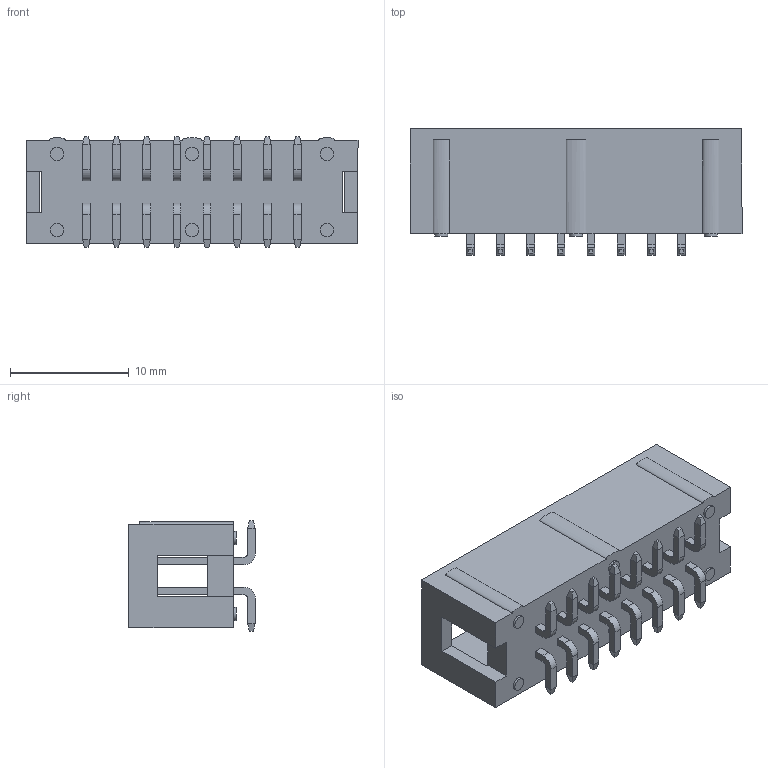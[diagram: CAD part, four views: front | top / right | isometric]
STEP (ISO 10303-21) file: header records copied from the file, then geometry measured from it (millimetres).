
FILE_DESCRIPTION(/* description */ (''),/* implementation_level */ '2;1');
FILE_NAME(/* name */ '1371-16-xx.stp',/* time_stamp */ '2014-12-05T12:02:40+01:00',/* author */ ('Andreas.Larin'),/* organization */ (''),/* preprocessor_version */ 'ST-DEVELOPER v15.6',/* originating_system */ 'Autodesk Inventor 2015',/* authorisation */ '');
FILE_SCHEMA (('AUTOMOTIVE_DESIGN { 1 0 10303 214 3 1 1 }'));
Length unit declared in the file: centimetre
Products named in the file (1): 1371-16-xx
Bounding box: 27.94 x 10.64 x 9.3 mm (x, y, z)
Volume: 1040.1 mm3; surface area: 1901.3 mm2
Topology: 1 solids, 1 shells, 399 faces, 955 edges, 592 vertices
Faces by surface type: plane 358, cylinder 38, bspline 3
Full cylindrical faces by diameter (mm): 1.1 x6
Entity records: 11236 total; most frequent: CARTESIAN_POINT 1968, ORIENTED_EDGE 1898, DIRECTION 1825, EDGE_CURVE 949, LINE 867, VECTOR 867, VERTEX_POINT 592, AXIS2_PLACEMENT_3D 479
